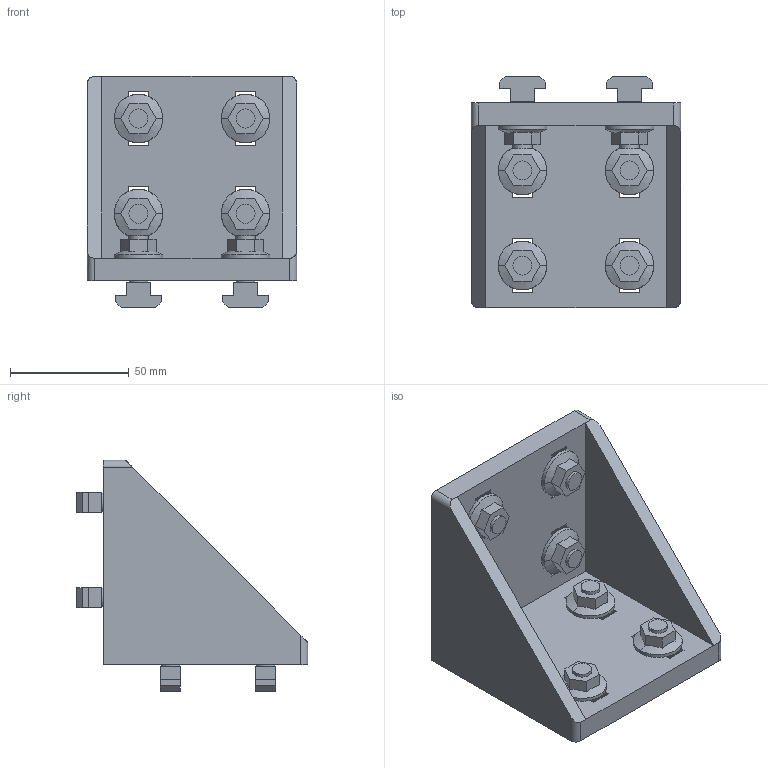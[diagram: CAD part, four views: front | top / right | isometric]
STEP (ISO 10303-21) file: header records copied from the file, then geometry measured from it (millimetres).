
FILE_DESCRIPTION(('STEP AP214'),'1');
FILE_NAME('cctmp_318DDCE4-BD66-4A1F-B15C-D77529A2F5B7_2020_2_11_16_56_22_519..stp','2020-02-11T15:56:22',('Bosch Rexroth AG'),('CADClick - www.CADClick.com'),'Spatial InterOp 3D',' ','unknown authorization - (Healing Option Enabled)');
FILE_SCHEMA(('AUTOMOTIVE_DESIGN'));
Length unit declared in the file: millimetre
Products named in the file (1): 2020_02_11__16-56-22-506
Bounding box: 88 x 97.3 x 97.3 mm (x, y, z)
Volume: 183489.4 mm3; surface area: 59405.7 mm2
Topology: 1 solids, 1 shells, 280 faces, 742 edges, 472 vertices
Faces by surface type: plane 212, cylinder 52, cone 16
Entity records: 11178 total; most frequent: CARTESIAN_POINT 1915, ORIENTED_EDGE 1484, DIRECTION 1384, EDGE_CURVE 742, LINE 558, VECTOR 558, VERTEX_POINT 472, AXIS2_PLACEMENT_3D 413
